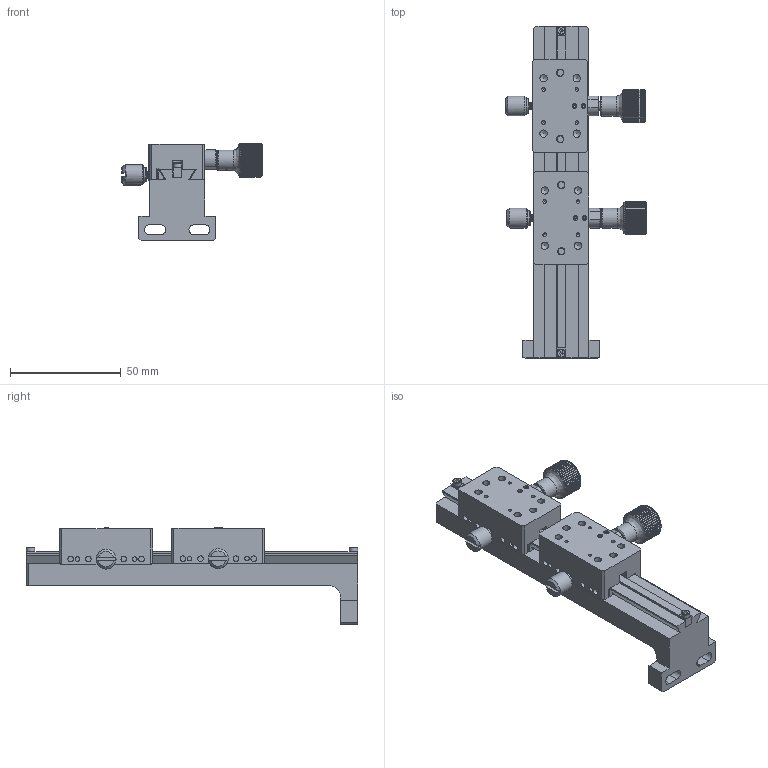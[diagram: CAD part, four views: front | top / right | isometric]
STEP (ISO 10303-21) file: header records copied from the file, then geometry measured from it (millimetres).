
FILE_DESCRIPTION (( 'STEP AP203' ), '1' );
FILE_NAME ('528789.STEP', '2024-10-15T03:02:52', ( 'Windows User' ), ( 'P R C' ), 'SwSTEP 2.0', 'SolidWorks 2020', '' );
FILE_SCHEMA (( 'CONFIG_CONTROL_DESIGN' ));
Products named in the file (1): 528789
Bounding box: 63.53 x 150 x 43.91 mm (x, y, z)
Volume: 82139 mm3; surface area: 38494.8 mm2
Topology: 18 solids, 18 shells, 1708 faces, 4610 edges, 2979 vertices
Faces by surface type: plane 1029, bspline 284, cylinder 230, cone 165
Full cylindrical faces by diameter (mm): 1.6 x13, 2 x2, 2.05 x8, 2.3 x2, 2.4 x3, 2.5 x16, 3.3 x12, 3.8 x2, 4 x4, 4.3 x3, 4.5 x4, 6.5 x2, 7 x2, 8 x4, 9 x4
Entity records: 230918 total; most frequent: CARTESIAN_POINT 191566, ORIENTED_EDGE 8818, DIRECTION 6857, EDGE_CURVE 4409, VERTEX_POINT 2922, VECTOR 2579, LINE 2579, AXIS2_PLACEMENT_3D 2139
